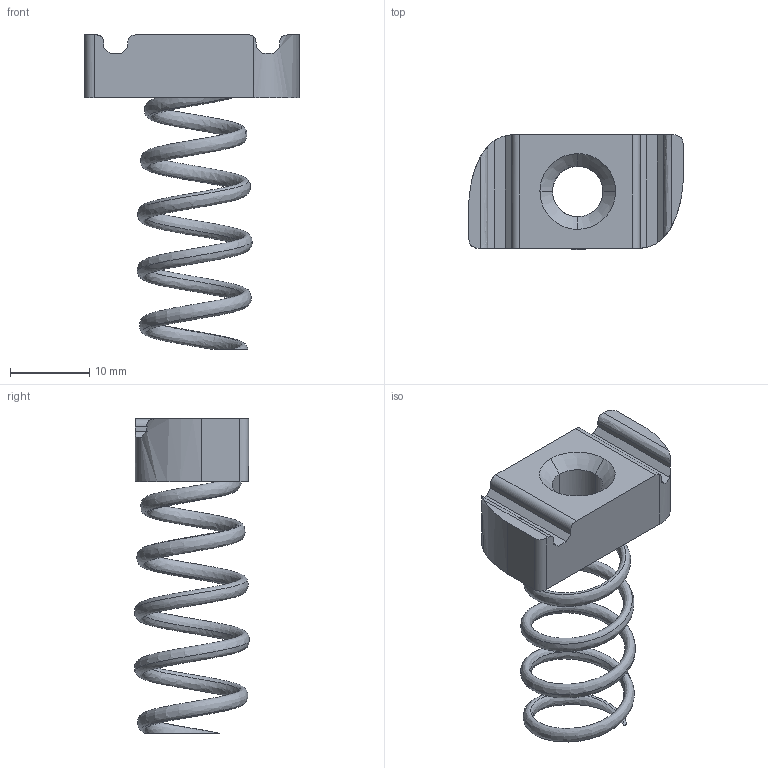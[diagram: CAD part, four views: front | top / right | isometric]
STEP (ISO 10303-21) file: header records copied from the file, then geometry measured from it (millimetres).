
FILE_DESCRIPTION(('TurboCAD Mac Pro'),'Build 980');
FILE_NAME('A1006-1420.stp',' ',(''),(''),'ACIS Interop','IMSI','TurboCAD Mac Pro BY IMSI, INCORPORATED');
FILE_SCHEMA(('automotive_design'));
Length unit declared in the file: inch
Products named in the file (1): 1
Bounding box: 26.97 x 14.48 x 39.53 mm (x, y, z)
Volume: 2799.2 mm3; surface area: 2419.8 mm2
Topology: 1 solids, 1 shells, 37 faces, 102 edges, 68 vertices
Faces by surface type: plane 19, bspline 18
Entity records: 3765 total; most frequent: CARTESIAN_POINT 2647, ORIENTED_EDGE 204, EDGE_CURVE 102, DIRECTION 92, VERTEX_POINT 68, LINE 52, VECTOR 52, B_SPLINE_CURVE_WITH_KNOTS 50
